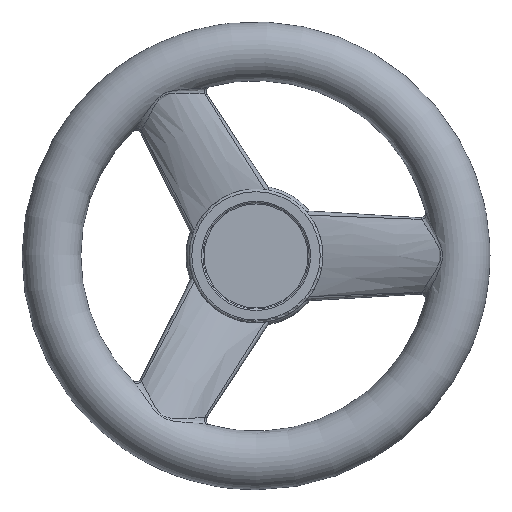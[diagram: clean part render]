
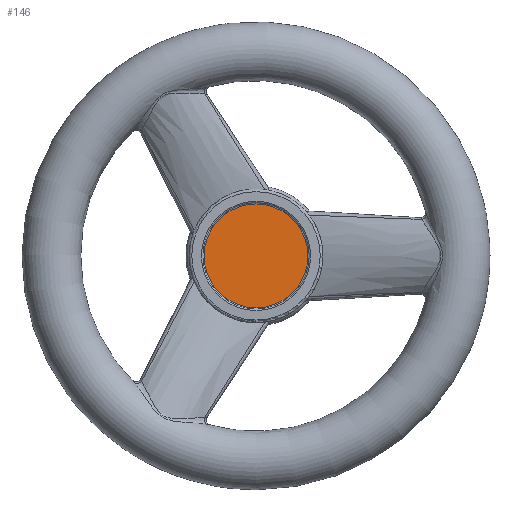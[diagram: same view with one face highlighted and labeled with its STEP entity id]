
A CAD part, top view. The second image highlights one B-rep face of the part: STEP entity #146.
In plain terms, the highlighted planar face has unit normal (0, 0, 1).
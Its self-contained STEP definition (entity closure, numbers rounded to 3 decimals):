
#146 = ADVANCED_FACE( '', ( #308 ), #309, .T. );
#308 = FACE_OUTER_BOUND( '', #3305, .T. );
#309 = PLANE( '', #3306 );
#3305 = EDGE_LOOP( '', ( #3791 ) );
#3306 = AXIS2_PLACEMENT_3D( '', #3792, #3793, #3794 );
#3791 = ORIENTED_EDGE( '', *, *, #3848, .T. );
#3792 = CARTESIAN_POINT( '', ( 0., 0., 39.5 ) );
#3793 = DIRECTION( '', ( 0., 0., 1. ) );
#3794 = DIRECTION( '', ( 1., 0., 0. ) );
#3848 = EDGE_CURVE( '', #4075, #4075, #4076, .T. );
#4075 = VERTEX_POINT( '', #4836 );
#4076 = CIRCLE( '', #4837, 19.411 );
#4836 = CARTESIAN_POINT( '', ( 19.411, 0., 39.5 ) );
#4837 = AXIS2_PLACEMENT_3D( '', #6876, #6877, #6878 );
#6876 = CARTESIAN_POINT( '', ( 0., 0., 39.5 ) );
#6877 = DIRECTION( '', ( 0., 0., 1. ) );
#6878 = DIRECTION( '', ( 1., 0., 0. ) );
